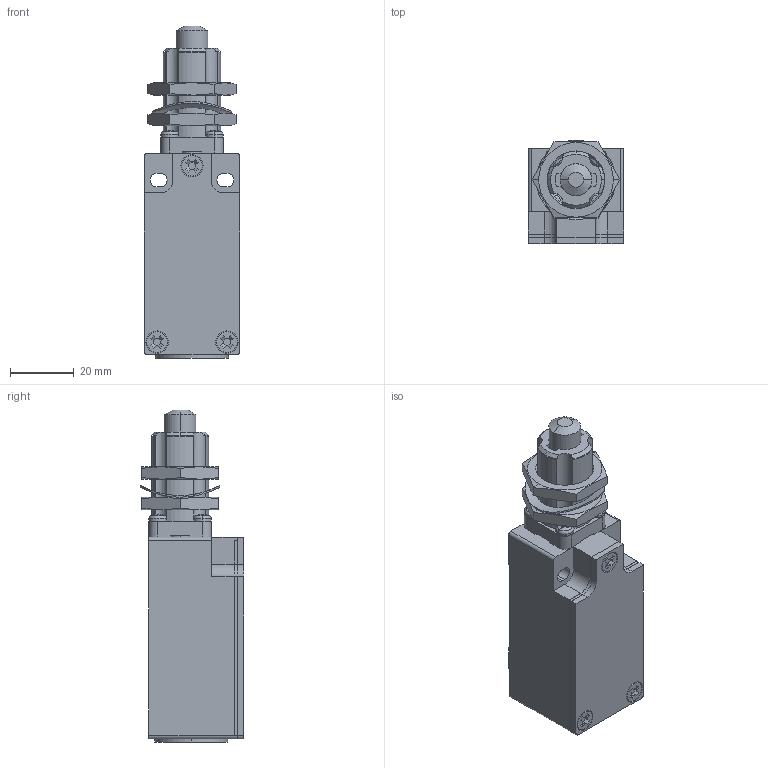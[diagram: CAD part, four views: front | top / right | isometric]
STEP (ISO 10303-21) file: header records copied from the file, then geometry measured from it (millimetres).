
FILE_DESCRIPTION(('STEP AP242'),'1');
FILE_NAME('101112906.stp','2020-09-15T12:08:25',('TraceParts'),('TraceParts S.A.'),'Spatial InterOp 3D',' ',' ');
FILE_SCHEMA(('AP242_MANAGED_MODEL_BASED_3D_ENGINEERING_MIM_LF {1 0 10303 442 1 1 4}'));
Length unit declared in the file: millimetre
Products named in the file (1): 101112906_1
Bounding box: 30 x 32.5 x 104.5 mm (x, y, z)
Volume: 62559.2 mm3; surface area: 16883.3 mm2
Topology: 2 solids, 6 shells, 445 faces, 1167 edges, 736 vertices
Faces by surface type: plane 261, cylinder 128, cone 40, torus 8, sphere 8
Entity records: 17753 total; most frequent: CARTESIAN_POINT 3020, DIRECTION 2369, ORIENTED_EDGE 2334, EDGE_CURVE 1167, AXIS2_PLACEMENT_3D 849, VERTEX_POINT 736, LINE 671, VECTOR 671
